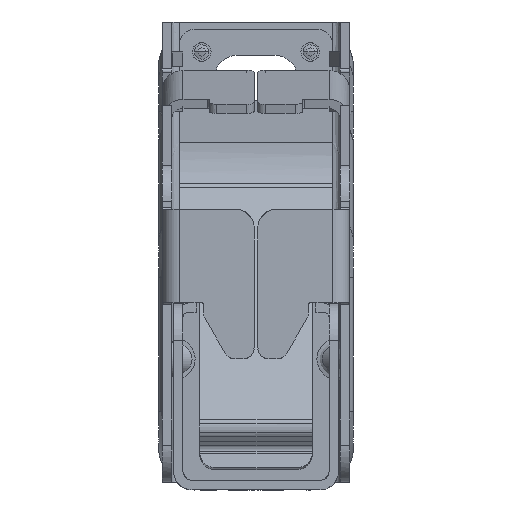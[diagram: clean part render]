
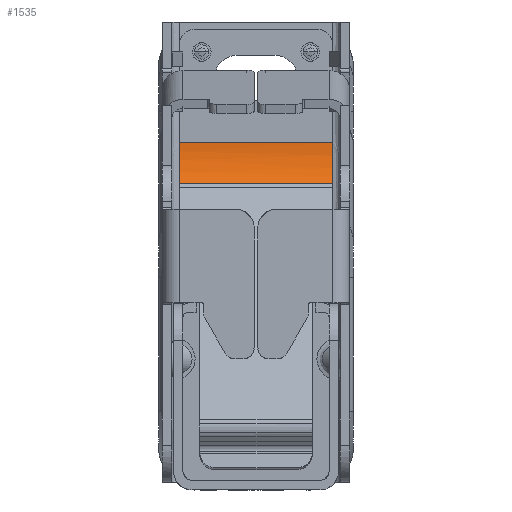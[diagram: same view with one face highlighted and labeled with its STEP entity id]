
A CAD part, left-side view. The second image highlights one B-rep face of the part: STEP entity #1535.
In plain terms, the highlighted free-form (B-spline) face has degree [1, 2] with [2, 9] control points.
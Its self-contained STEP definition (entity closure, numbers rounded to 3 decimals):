
#1535=ADVANCED_FACE('',(#2834),#46768,.T.);
#2834=FACE_OUTER_BOUND('',#4365,.T.);
#4365=EDGE_LOOP('',(#11336,#11337,#11338,#11339));
#11336=ORIENTED_EDGE('',*,*,#38602,.T.);
#11337=ORIENTED_EDGE('',*,*,#38600,.F.);
#11338=ORIENTED_EDGE('',*,*,#38520,.F.);
#11339=ORIENTED_EDGE('',*,*,#38592,.F.);
#18227=PCURVE('',#45812,#25269);
#18347=PCURVE('',#45821,#25389);
#18367=PCURVE('',#45824,#25409);
#18378=PCURVE('',#46768,#25420);
#18379=PCURVE('',#46768,#25421);
#18380=PCURVE('',#46768,#25422);
#18381=PCURVE('',#46768,#25423);
#18410=PCURVE('',#45828,#25452);
#25269=DEFINITIONAL_REPRESENTATION('',(#43003),#103468);
#25389=DEFINITIONAL_REPRESENTATION('',(#43090),#103468);
#25409=DEFINITIONAL_REPRESENTATION('',(#43100),#103468);
#25420=DEFINITIONAL_REPRESENTATION('',(#31490),#103468);
#25421=DEFINITIONAL_REPRESENTATION('',(#31491),#103468);
#25422=DEFINITIONAL_REPRESENTATION('',(#31492),#103468);
#25423=DEFINITIONAL_REPRESENTATION('',(#31493),#103468);
#25452=DEFINITIONAL_REPRESENTATION('',(#31520),#103468);
#31490=B_SPLINE_CURVE_WITH_KNOTS('',1,(#103105,#103106),.UNSPECIFIED.,.F.,
 .F.,(2,2),(0.,0.041),.UNSPECIFIED.);
#31491=B_SPLINE_CURVE_WITH_KNOTS('',1,(#103107,#103108),.UNSPECIFIED.,.F.,
 .F.,(2,2),(0.,0.012),.UNSPECIFIED.);
#31492=B_SPLINE_CURVE_WITH_KNOTS('',1,(#103109,#103110),.UNSPECIFIED.,.F.,
 .F.,(2,2),(0.,0.041),.UNSPECIFIED.);
#31493=B_SPLINE_CURVE_WITH_KNOTS('',1,(#103111,#103112),.UNSPECIFIED.,.F.,
 .F.,(2,2),(-0.012,0.),.UNSPECIFIED.);
#31520=B_SPLINE_CURVE_WITH_KNOTS('',1,(#103191,#103192),.UNSPECIFIED.,.F.,
 .F.,(2,2),(0.,0.041),.UNSPECIFIED.);
#34989=SURFACE_CURVE('',#43002,(#18227,#18380),.PCURVE_S1.);
#35061=SURFACE_CURVE('',#43089,(#18347,#18381),.PCURVE_S1.);
#35069=SURFACE_CURVE('',#43099,(#18367,#18379),.PCURVE_S1.);
#35071=SURFACE_CURVE('',#43105,(#18378,#18410),.PCURVE_S1.);
#38520=EDGE_CURVE('',#45420,#45421,#34989,.T.);
#38592=EDGE_CURVE('',#45465,#45420,#35061,.T.);
#38600=EDGE_CURVE('',#45421,#45470,#35069,.T.);
#38602=EDGE_CURVE('',#45465,#45470,#35071,.T.);
#43002=(
BOUNDED_CURVE()
B_SPLINE_CURVE(1,(#102543,#102544),.UNSPECIFIED.,.F.,.F.)
B_SPLINE_CURVE_WITH_KNOTS((2,2),(0.,0.041),.UNSPECIFIED.)
CURVE()
GEOMETRIC_REPRESENTATION_ITEM()
RATIONAL_B_SPLINE_CURVE((1.,1.))
REPRESENTATION_ITEM('')
);
#43003=(
BOUNDED_CURVE()
B_SPLINE_CURVE(1,(#102545,#102546),.UNSPECIFIED.,.F.,.F.)
B_SPLINE_CURVE_WITH_KNOTS((2,2),(0.,0.041),.UNSPECIFIED.)
CURVE()
GEOMETRIC_REPRESENTATION_ITEM()
RATIONAL_B_SPLINE_CURVE((1.,1.))
REPRESENTATION_ITEM('')
);
#43089=(
BOUNDED_CURVE()
B_SPLINE_CURVE(2,(#103015,#103016,#103017),.UNSPECIFIED.,.F.,.F.)
B_SPLINE_CURVE_WITH_KNOTS((3,3),(-0.012,0.),.UNSPECIFIED.)
CURVE()
GEOMETRIC_REPRESENTATION_ITEM()
RATIONAL_B_SPLINE_CURVE((1.,0.959,1.))
REPRESENTATION_ITEM('')
);
#43090=(
BOUNDED_CURVE()
B_SPLINE_CURVE(2,(#103018,#103019,#103020),.UNSPECIFIED.,.F.,.F.)
B_SPLINE_CURVE_WITH_KNOTS((3,3),(-0.012,0.),.UNSPECIFIED.)
CURVE()
GEOMETRIC_REPRESENTATION_ITEM()
RATIONAL_B_SPLINE_CURVE((1.,0.959,1.))
REPRESENTATION_ITEM('')
);
#43099=(
BOUNDED_CURVE()
B_SPLINE_CURVE(2,(#103074,#103075,#103076),.UNSPECIFIED.,.F.,.F.)
B_SPLINE_CURVE_WITH_KNOTS((3,3),(0.,0.012),.UNSPECIFIED.)
CURVE()
GEOMETRIC_REPRESENTATION_ITEM()
RATIONAL_B_SPLINE_CURVE((1.,0.959,1.))
REPRESENTATION_ITEM('')
);
#43100=(
BOUNDED_CURVE()
B_SPLINE_CURVE(2,(#103077,#103078,#103079),.UNSPECIFIED.,.F.,.F.)
B_SPLINE_CURVE_WITH_KNOTS((3,3),(0.,0.012),.UNSPECIFIED.)
CURVE()
GEOMETRIC_REPRESENTATION_ITEM()
RATIONAL_B_SPLINE_CURVE((1.,0.959,1.))
REPRESENTATION_ITEM('')
);
#43105=(
BOUNDED_CURVE()
B_SPLINE_CURVE(1,(#103103,#103104),.UNSPECIFIED.,.F.,.F.)
B_SPLINE_CURVE_WITH_KNOTS((2,2),(0.,0.041),.UNSPECIFIED.)
CURVE()
GEOMETRIC_REPRESENTATION_ITEM()
RATIONAL_B_SPLINE_CURVE((1.,1.))
REPRESENTATION_ITEM('')
);
#45420=VERTEX_POINT('',#69225);
#45421=VERTEX_POINT('',#69226);
#45465=VERTEX_POINT('',#69270);
#45470=VERTEX_POINT('',#69275);
#45812=B_SPLINE_SURFACE_WITH_KNOTS('',1,1,((#66542,#66543),(#66544,#66545)),
 .UNSPECIFIED.,.F.,.F.,.F.,(2,2),(2,2),(601.658,691.949),
(-650.401,-601.199),.UNSPECIFIED.);
#45821=B_SPLINE_SURFACE_WITH_KNOTS('',1,1,((#66760,#66761),(#66762,#66763)),
 .UNSPECIFIED.,.F.,.F.,.F.,(2,2),(2,2),(601.199,668.802),
(601.199,621.556),.UNSPECIFIED.);
#45824=B_SPLINE_SURFACE_WITH_KNOTS('',1,1,((#66808,#66809),(#66810,#66811)),
 .UNSPECIFIED.,.F.,.F.,.F.,(2,2),(2,2),(-668.802,-601.199),
(601.199,621.556),.UNSPECIFIED.);
#45828=B_SPLINE_SURFACE_WITH_KNOTS('',1,1,((#66914,#66915),(#66916,#66917)),
 .UNSPECIFIED.,.F.,.F.,.F.,(2,2),(2,2),(-650.401,-601.199),(601.199,
637.538),.UNSPECIFIED.);
#46768=(
BOUNDED_SURFACE()
B_SPLINE_SURFACE(1,2,((#66830,#66831,#66832,#66833,#66834,#66835,#66836,
#66837,#66838),(#66839,#66840,#66841,#66842,#66843,#66844,#66845,#66846,
#66847)),.UNSPECIFIED.,.F.,.F.,.F.)
B_SPLINE_SURFACE_WITH_KNOTS((2,2),(3,2,2,2,3),(0.,51.6),(0.,40.,
80.,120.,160.),.UNSPECIFIED.)
GEOMETRIC_REPRESENTATION_ITEM()
RATIONAL_B_SPLINE_SURFACE(((1.,0.707,1.,0.707,1.,
0.707,1.,0.707,1.),(1.,0.707,1.,0.707,
1.,0.707,1.,0.707,1.)))
REPRESENTATION_ITEM('')
SURFACE()
);
#66542=CARTESIAN_POINT('',(86.872,-181.201,-106.445));
#66543=CARTESIAN_POINT('',(86.872,-230.404,-106.445));
#66544=CARTESIAN_POINT('',(37.696,-181.201,-182.169));
#66545=CARTESIAN_POINT('',(37.696,-230.404,-182.169));
#66760=CARTESIAN_POINT('',(69.34,-226.303,-69.948));
#66761=CARTESIAN_POINT('',(89.697,-226.303,-69.948));
#66762=CARTESIAN_POINT('',(69.34,-226.303,-137.552));
#66763=CARTESIAN_POINT('',(89.697,-226.303,-137.552));
#66808=CARTESIAN_POINT('',(69.34,-185.303,-137.552));
#66809=CARTESIAN_POINT('',(89.697,-185.303,-137.552));
#66810=CARTESIAN_POINT('',(69.34,-185.303,-69.948));
#66811=CARTESIAN_POINT('',(89.697,-185.303,-69.948));
#66830=CARTESIAN_POINT('',(66.,-231.603,-81.863));
#66831=CARTESIAN_POINT('',(86.,-231.603,-81.863));
#66832=CARTESIAN_POINT('',(86.,-231.603,-101.863));
#66833=CARTESIAN_POINT('',(86.,-231.603,-121.863));
#66834=CARTESIAN_POINT('',(66.,-231.603,-121.863));
#66835=CARTESIAN_POINT('',(46.,-231.603,-121.863));
#66836=CARTESIAN_POINT('',(46.,-231.603,-101.863));
#66837=CARTESIAN_POINT('',(46.,-231.603,-81.863));
#66838=CARTESIAN_POINT('',(66.,-231.603,-81.863));
#66839=CARTESIAN_POINT('',(66.,-180.003,-81.863));
#66840=CARTESIAN_POINT('',(86.,-180.003,-81.863));
#66841=CARTESIAN_POINT('',(86.,-180.003,-101.863));
#66842=CARTESIAN_POINT('',(86.,-180.003,-121.863));
#66843=CARTESIAN_POINT('',(66.,-180.003,-121.863));
#66844=CARTESIAN_POINT('',(46.,-180.003,-121.863));
#66845=CARTESIAN_POINT('',(46.,-180.003,-101.863));
#66846=CARTESIAN_POINT('',(46.,-180.003,-81.863));
#66847=CARTESIAN_POINT('',(66.,-180.003,-81.863));
#66914=CARTESIAN_POINT('',(86.,-181.201,-104.893));
#66915=CARTESIAN_POINT('',(86.,-181.201,-68.554));
#66916=CARTESIAN_POINT('',(86.,-230.404,-104.893));
#66917=CARTESIAN_POINT('',(86.,-230.404,-68.554));
#69225=CARTESIAN_POINT('',(82.773,-226.303,-112.756));
#69226=CARTESIAN_POINT('',(82.773,-185.303,-112.756));
#69270=CARTESIAN_POINT('',(86.,-226.303,-101.863));
#69275=CARTESIAN_POINT('',(86.,-185.303,-101.863));
#102543=CARTESIAN_POINT('',(82.773,-226.303,-112.756));
#102544=CARTESIAN_POINT('',(82.773,-185.303,-112.756));
#102545=CARTESIAN_POINT('',(609.184,-605.3));
#102546=CARTESIAN_POINT('',(609.184,-646.3));
#103015=CARTESIAN_POINT('',(86.,-226.303,-101.863));
#103016=CARTESIAN_POINT('',(86.,-226.303,-107.788));
#103017=CARTESIAN_POINT('',(82.773,-226.303,-112.756));
#103018=CARTESIAN_POINT('',(633.114,617.859));
#103019=CARTESIAN_POINT('',(639.038,617.859));
#103020=CARTESIAN_POINT('',(644.006,614.632));
#103074=CARTESIAN_POINT('',(82.773,-185.303,-112.756));
#103075=CARTESIAN_POINT('',(86.,-185.303,-107.788));
#103076=CARTESIAN_POINT('',(86.,-185.303,-101.863));
#103077=CARTESIAN_POINT('',(-644.006,614.632));
#103078=CARTESIAN_POINT('',(-639.038,617.859));
#103079=CARTESIAN_POINT('',(-633.114,617.859));
#103103=CARTESIAN_POINT('',(86.,-226.303,-101.863));
#103104=CARTESIAN_POINT('',(86.,-185.303,-101.863));
#103105=CARTESIAN_POINT('',(5.3,40.));
#103106=CARTESIAN_POINT('',(46.3,40.));
#103107=CARTESIAN_POINT('',(46.3,54.925));
#103108=CARTESIAN_POINT('',(46.3,40.));
#103109=CARTESIAN_POINT('',(5.3,54.925));
#103110=CARTESIAN_POINT('',(46.3,54.925));
#103111=CARTESIAN_POINT('',(5.3,40.));
#103112=CARTESIAN_POINT('',(5.3,54.925));
#103191=CARTESIAN_POINT('',(-605.3,604.228));
#103192=CARTESIAN_POINT('',(-646.3,604.228));
#103468=(
GEOMETRIC_REPRESENTATION_CONTEXT(2)
PARAMETRIC_REPRESENTATION_CONTEXT()
REPRESENTATION_CONTEXT('pspace','')
);
